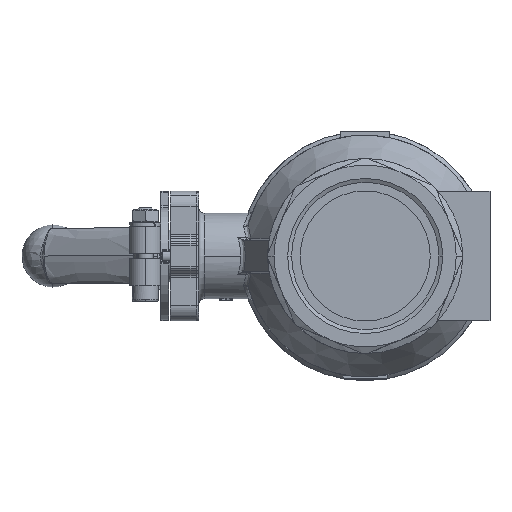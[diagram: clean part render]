
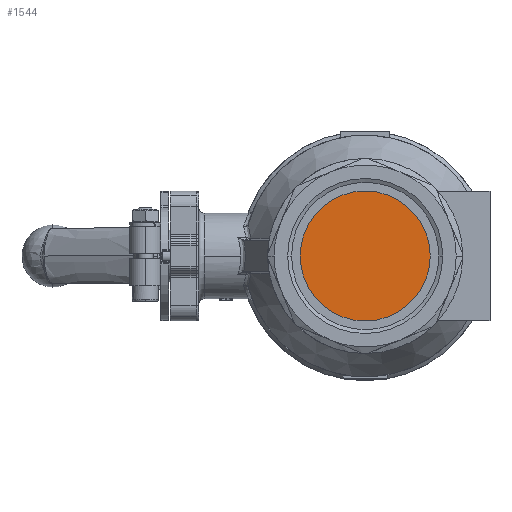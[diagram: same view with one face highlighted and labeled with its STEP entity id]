
A CAD part, left-side view. The second image highlights one B-rep face of the part: STEP entity #1544.
In plain terms, the highlighted planar face has unit normal (-1, 0, 0).
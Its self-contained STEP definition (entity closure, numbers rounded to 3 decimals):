
#1544=ADVANCED_FACE('',(#3464),#3465,.F.);
#3464=FACE_OUTER_BOUND('',#6593,.T.);
#3465=PLANE('',#6594);
#6593=EDGE_LOOP('',(#12793,#12794));
#6594=AXIS2_PLACEMENT_3D('',#12795,#12796,#12797);
#12793=ORIENTED_EDGE('',*,*,#16189,.F.);
#12794=ORIENTED_EDGE('',*,*,#17500,.F.);
#12795=CARTESIAN_POINT('',(-34.136,-12.5,0.0));
#12796=DIRECTION('',(1.0,0.0,0.0));
#12797=DIRECTION('',(0.0,1.0,-0.0));
#16189=EDGE_CURVE('',#18890,#18893,#18894,.T.);
#17500=EDGE_CURVE('',#18893,#18890,#20841,.T.);
#18890=VERTEX_POINT('',#22863);
#18893=VERTEX_POINT('',#22867);
#18894=CIRCLE('',#22868,25.0);
#20841=CIRCLE('',#26467,25.0);
#22863=CARTESIAN_POINT('',(-34.136,-25.0,0.0));
#22867=CARTESIAN_POINT('',(-34.136,25.0,0.));
#22868=AXIS2_PLACEMENT_3D('',#31648,#31649,#31650);
#26467=AXIS2_PLACEMENT_3D('',#32859,#32860,#32861);
#31648=CARTESIAN_POINT('',(-34.136,0.0,0.0));
#31649=DIRECTION('',(1.0,0.0,0.0));
#31650=DIRECTION('',(0.0,-1.0,0.0));
#32859=CARTESIAN_POINT('',(-34.136,0.0,0.0));
#32860=DIRECTION('',(1.0,0.0,0.0));
#32861=DIRECTION('',(0.0,-1.0,0.0));
